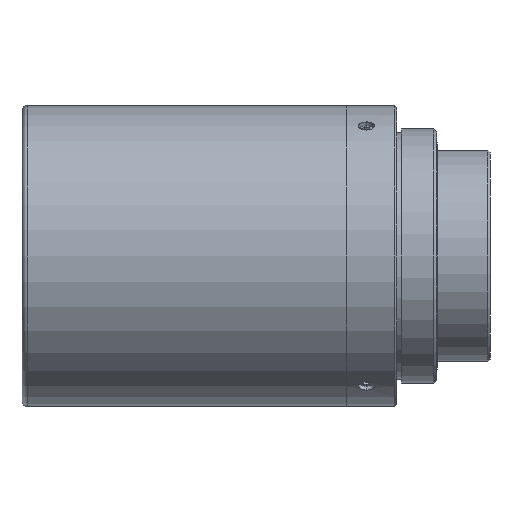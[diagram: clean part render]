
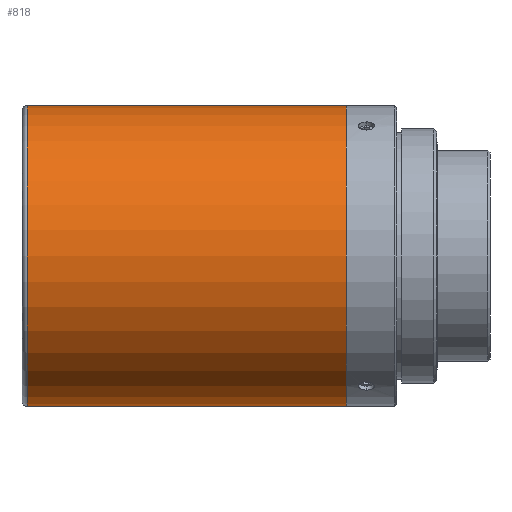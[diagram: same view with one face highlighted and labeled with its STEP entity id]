
A CAD part, front view. The second image highlights one B-rep face of the part: STEP entity #818.
In plain terms, the highlighted cylindrical face has radius 15 mm (diameter 30 mm), a partial arc.
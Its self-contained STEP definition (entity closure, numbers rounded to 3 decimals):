
#274 = CARTESIAN_POINT ( 'NONE',  ( -28.3, 0., 15. ) ) ;
#660 = CIRCLE ( 'NONE', #3411, 15. ) ;
#818 = ADVANCED_FACE ( 'NONE', ( #5776 ), #5123, .T. ) ;
#832 = LINE ( 'NONE', #7734, #5738 ) ;
#1243 = VERTEX_POINT ( 'NONE', #274 ) ;
#1272 = CIRCLE ( 'NONE', #3894, 15. ) ;
#1519 = AXIS2_PLACEMENT_3D ( 'NONE', #1537, #7005, #7780 ) ;
#1537 = CARTESIAN_POINT ( 'NONE',  ( -36.039, 0., 0. ) ) ;
#1768 = VECTOR ( 'NONE', #3137, 1000. ) ;
#2483 = ORIENTED_EDGE ( 'NONE', *, *, #3103, .T. ) ;
#3046 = VERTEX_POINT ( 'NONE', #5462 ) ;
#3103 = EDGE_CURVE ( 'NONE', #4652, #3046, #660, .T. ) ;
#3137 = DIRECTION ( 'NONE',  ( -1., 0., 0. ) ) ;
#3286 = DIRECTION ( 'NONE',  ( -1., 0., 0. ) ) ;
#3411 = AXIS2_PLACEMENT_3D ( 'NONE', #7641, #3286, #7678 ) ;
#3624 = ORIENTED_EDGE ( 'NONE', *, *, #4231, .T. ) ;
#3867 = CARTESIAN_POINT ( 'NONE',  ( -28.3, 0., 0. ) ) ;
#3894 = AXIS2_PLACEMENT_3D ( 'NONE', #3867, #7609, #4486 ) ;
#4231 = EDGE_CURVE ( 'NONE', #3046, #1243, #6258, .T. ) ;
#4403 = ORIENTED_EDGE ( 'NONE', *, *, #6220, .F. ) ;
#4455 = CARTESIAN_POINT ( 'NONE',  ( -36.039, 0., 15. ) ) ;
#4486 = DIRECTION ( 'NONE',  ( 0., 0., -1. ) ) ;
#4652 = VERTEX_POINT ( 'NONE', #7686 ) ;
#5123 = CYLINDRICAL_SURFACE ( 'NONE', #1519, 15. ) ;
#5462 = CARTESIAN_POINT ( 'NONE',  ( 3.565, 0., 15. ) ) ;
#5738 = VECTOR ( 'NONE', #6376, 1000. ) ;
#5776 = FACE_OUTER_BOUND ( 'NONE', #7158, .T. ) ;
#5828 = EDGE_CURVE ( 'NONE', #1243, #6745, #1272, .T. ) ;
#6220 = EDGE_CURVE ( 'NONE', #4652, #6745, #832, .T. ) ;
#6258 = LINE ( 'NONE', #4455, #1768 ) ;
#6376 = DIRECTION ( 'NONE',  ( -1., 0., 0. ) ) ;
#6479 = ORIENTED_EDGE ( 'NONE', *, *, #5828, .T. ) ;
#6745 = VERTEX_POINT ( 'NONE', #7303 ) ;
#7005 = DIRECTION ( 'NONE',  ( -1., 0., 0. ) ) ;
#7158 = EDGE_LOOP ( 'NONE', ( #4403, #2483, #3624, #6479 ) ) ;
#7303 = CARTESIAN_POINT ( 'NONE',  ( -28.3, 0., -15. ) ) ;
#7609 = DIRECTION ( 'NONE',  ( 1., 0., 0. ) ) ;
#7641 = CARTESIAN_POINT ( 'NONE',  ( 3.565, 0., 0. ) ) ;
#7678 = DIRECTION ( 'NONE',  ( 0., 0., 1. ) ) ;
#7686 = CARTESIAN_POINT ( 'NONE',  ( 3.565, 0., -15. ) ) ;
#7734 = CARTESIAN_POINT ( 'NONE',  ( -36.039, 0., -15. ) ) ;
#7780 = DIRECTION ( 'NONE',  ( 0., 0., 1. ) ) ;
